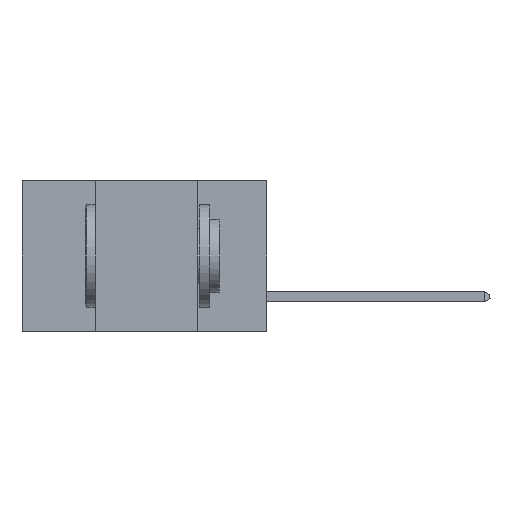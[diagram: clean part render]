
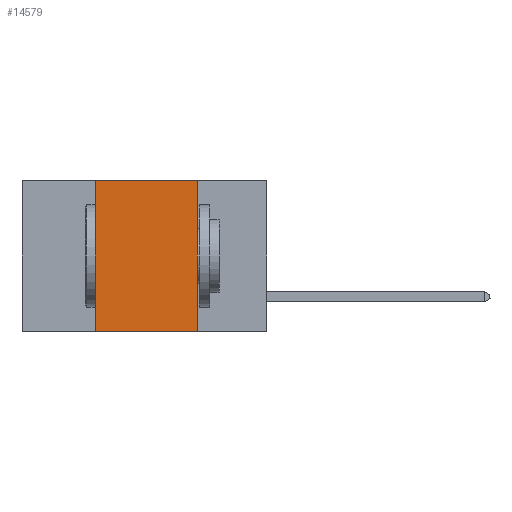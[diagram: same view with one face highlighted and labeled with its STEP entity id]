
A CAD part, left-side view. The second image highlights one B-rep face of the part: STEP entity #14579.
In plain terms, the highlighted planar face has unit normal (-1, 0, 0).
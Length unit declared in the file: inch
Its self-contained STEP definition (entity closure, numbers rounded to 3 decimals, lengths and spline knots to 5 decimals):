
#5195 = LINE ( 'NONE', #49277, #44467 ) ;
#5806 = VERTEX_POINT ( 'NONE', #14492 ) ;
#5971 = VECTOR ( 'NONE', #21798, 39.37008 ) ;
#5989 = DIRECTION ( 'NONE',  ( 0., -1., 0. ) ) ;
#12915 = EDGE_CURVE ( 'NONE', #35248, #5806, #48744, .T. ) ;
#14070 = DIRECTION ( 'NONE',  ( 0., 0., -1. ) ) ;
#14492 = CARTESIAN_POINT ( 'NONE',  ( 0., 0.17, -0.37 ) ) ;
#14579 = ADVANCED_FACE ( 'NONE', ( #47680 ), #46648, .F. ) ;
#15085 = DIRECTION ( 'NONE',  ( 1., 0., 0. ) ) ;
#17112 = EDGE_LOOP ( 'NONE', ( #24509, #21606, #17785, #34528 ) ) ;
#17429 = VECTOR ( 'NONE', #5989, 39.37008 ) ;
#17785 = ORIENTED_EDGE ( 'NONE', *, *, #49593, .F. ) ;
#21606 = ORIENTED_EDGE ( 'NONE', *, *, #32813, .F. ) ;
#21798 = DIRECTION ( 'NONE',  ( 0., -1., 0. ) ) ;
#22415 = CARTESIAN_POINT ( 'NONE',  ( 0., 0.17, 0. ) ) ;
#22595 = LINE ( 'NONE', #37741, #5971 ) ;
#23134 = CARTESIAN_POINT ( 'NONE',  ( 0., 0.6, 0. ) ) ;
#24509 = ORIENTED_EDGE ( 'NONE', *, *, #37939, .F. ) ;
#26739 = VECTOR ( 'NONE', #34054, 39.37008 ) ;
#29032 = CARTESIAN_POINT ( 'NONE',  ( 0., 0.6, -0.37 ) ) ;
#31049 = VERTEX_POINT ( 'NONE', #49869 ) ;
#32813 = EDGE_CURVE ( 'NONE', #31049, #49055, #22595, .T. ) ;
#33421 = CARTESIAN_POINT ( 'NONE',  ( 0., 0.42, -0.37 ) ) ;
#34054 = DIRECTION ( 'NONE',  ( 0., 0., 1. ) ) ;
#34528 = ORIENTED_EDGE ( 'NONE', *, *, #12915, .T. ) ;
#35248 = VERTEX_POINT ( 'NONE', #33421 ) ;
#37741 = CARTESIAN_POINT ( 'NONE',  ( 0., 0.6, 0. ) ) ;
#37939 = EDGE_CURVE ( 'NONE', #49055, #5806, #5195, .T. ) ;
#43954 = LINE ( 'NONE', #46394, #26739 ) ;
#44467 = VECTOR ( 'NONE', #14070, 39.37008 ) ;
#46394 = CARTESIAN_POINT ( 'NONE',  ( 0., 0.42, 0. ) ) ;
#46648 = PLANE ( 'NONE',  #50415 ) ;
#47680 = FACE_OUTER_BOUND ( 'NONE', #17112, .T. ) ;
#48744 = LINE ( 'NONE', #29032, #17429 ) ;
#49055 = VERTEX_POINT ( 'NONE', #22415 ) ;
#49277 = CARTESIAN_POINT ( 'NONE',  ( 0., 0.17, 0. ) ) ;
#49593 = EDGE_CURVE ( 'NONE', #35248, #31049, #43954, .T. ) ;
#49869 = CARTESIAN_POINT ( 'NONE',  ( 0., 0.42, 0. ) ) ;
#50415 = AXIS2_PLACEMENT_3D ( 'NONE', #23134, #15085, #50621 ) ;
#50621 = DIRECTION ( 'NONE',  ( 0., 0., -1. ) ) ;
